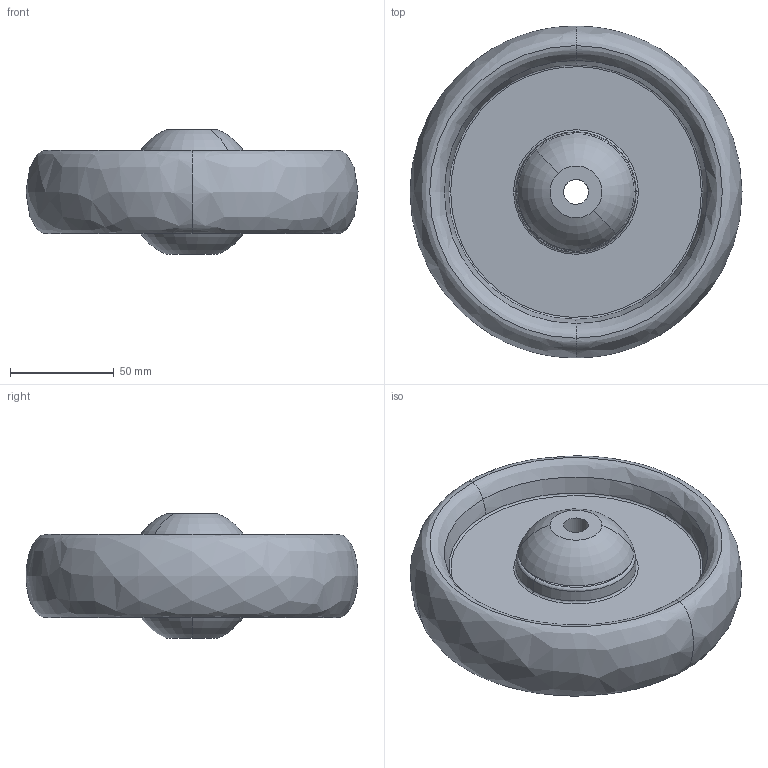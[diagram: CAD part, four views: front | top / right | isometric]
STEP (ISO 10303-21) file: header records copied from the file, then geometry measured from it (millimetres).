
FILE_DESCRIPTION (( 'STEP AP214' ), '1' );
FILE_NAME ('0017872.step', '2021-03-08T11:37:02', ( '' ), ( '' ), 'SwSTEP 2.0', 'SolidWorks 2020', '' );
FILE_SCHEMA (( 'AUTOMOTIVE_DESIGN' ));
Length unit declared in the file: millimetre
Products named in the file (1): 0017872
Bounding box: 160 x 159.98 x 60 mm (x, y, z)
Volume: 457885.8 mm3; surface area: 94080.6 mm2
Topology: 8 solids, 8 shells, 118 faces, 244 edges, 150 vertices
Faces by surface type: cylinder 38, plane 24, torus 22, bspline 22, cone 12
Entity records: 4111 total; most frequent: CARTESIAN_POINT 1469, DIRECTION 588, ORIENTED_EDGE 488, AXIS2_PLACEMENT_3D 269, EDGE_CURVE 244, CIRCLE 172, VERTEX_POINT 150, EDGE_LOOP 142
